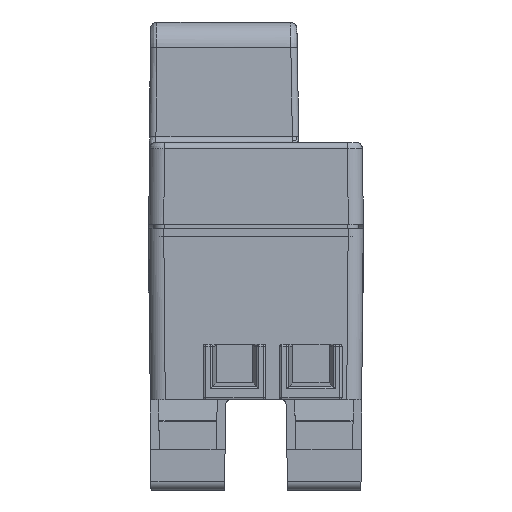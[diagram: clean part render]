
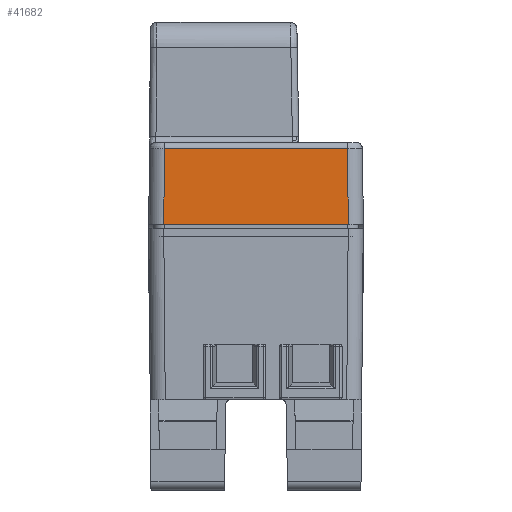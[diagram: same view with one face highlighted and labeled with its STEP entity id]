
A CAD part, front view. The second image highlights one B-rep face of the part: STEP entity #41682.
In plain terms, the highlighted planar face has unit normal (0, -1, 0.009).
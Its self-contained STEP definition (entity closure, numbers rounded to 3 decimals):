
#329 = DIRECTION ( 'NONE',  ( -0.009, -0.009, -1. ) ) ;
#5502 = DIRECTION ( 'NONE',  ( 0., -1., 0.009 ) ) ;
#7939 = CARTESIAN_POINT ( 'NONE',  ( 5., -43., 41. ) ) ;
#8384 = CARTESIAN_POINT ( 'NONE',  ( 5., -42.847, 58.513 ) ) ;
#9014 = EDGE_CURVE ( 'NONE', #55665, #16346, #17172, .T. ) ;
#10763 = FACE_OUTER_BOUND ( 'NONE', #13593, .T. ) ;
#11531 = VECTOR ( 'NONE', #47360, 1000. ) ;
#11917 = DIRECTION ( 'NONE',  ( 1., 0., 0. ) ) ;
#12617 = DIRECTION ( 'NONE',  ( 1., 0., 0. ) ) ;
#13157 = ORIENTED_EDGE ( 'NONE', *, *, #9014, .F. ) ;
#13593 = EDGE_LOOP ( 'NONE', ( #37947, #36156, #13157, #52570 ) ) ;
#14983 = CARTESIAN_POINT ( 'NONE',  ( 109., -43., 41. ) ) ;
#15766 = LINE ( 'NONE', #29804, #11531 ) ;
#16346 = VERTEX_POINT ( 'NONE', #47078 ) ;
#16821 = CARTESIAN_POINT ( 'NONE',  ( 65.642, -43.358, 0.031 ) ) ;
#17172 = LINE ( 'NONE', #8384, #18897 ) ;
#18897 = VECTOR ( 'NONE', #11917, 1000. ) ;
#21098 = LINE ( 'NONE', #7939, #40450 ) ;
#23350 = DIRECTION ( 'NONE',  ( -1., 0., 0. ) ) ;
#25864 = VERTEX_POINT ( 'NONE', #49422 ) ;
#26107 = AXIS2_PLACEMENT_3D ( 'NONE', #45594, #5502, #23350 ) ;
#28628 = EDGE_CURVE ( 'NONE', #55665, #25864, #40157, .T. ) ;
#29804 = CARTESIAN_POINT ( 'NONE',  ( 109.358, -43.358, 0.031 ) ) ;
#32353 = VERTEX_POINT ( 'NONE', #14983 ) ;
#33037 = EDGE_CURVE ( 'NONE', #25864, #32353, #21098, .T. ) ;
#34242 = EDGE_CURVE ( 'NONE', #16346, #32353, #15766, .T. ) ;
#36156 = ORIENTED_EDGE ( 'NONE', *, *, #34242, .F. ) ;
#37591 = VECTOR ( 'NONE', #329, 1000. ) ;
#37947 = ORIENTED_EDGE ( 'NONE', *, *, #33037, .T. ) ;
#40157 = LINE ( 'NONE', #16821, #37591 ) ;
#40450 = VECTOR ( 'NONE', #12617, 1000. ) ;
#41682 = ADVANCED_FACE ( 'NONE', ( #10763 ), #54378, .T. ) ;
#45232 = CARTESIAN_POINT ( 'NONE',  ( 66.153, -42.847, 58.513 ) ) ;
#45594 = CARTESIAN_POINT ( 'NONE',  ( 5., -43., 41. ) ) ;
#47078 = CARTESIAN_POINT ( 'NONE',  ( 108.847, -42.847, 58.513 ) ) ;
#47360 = DIRECTION ( 'NONE',  ( 0.009, -0.009, -1. ) ) ;
#49422 = CARTESIAN_POINT ( 'NONE',  ( 66., -43., 41. ) ) ;
#52570 = ORIENTED_EDGE ( 'NONE', *, *, #28628, .T. ) ;
#54378 = PLANE ( 'NONE',  #26107 ) ;
#55665 = VERTEX_POINT ( 'NONE', #45232 ) ;
